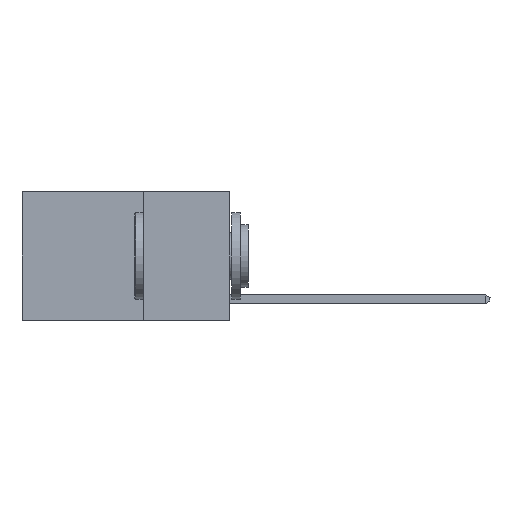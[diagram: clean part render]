
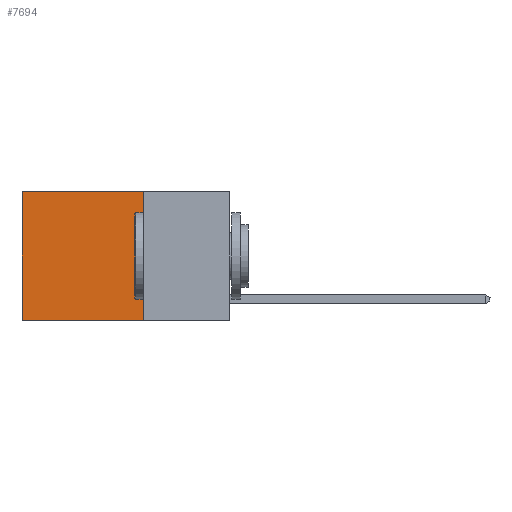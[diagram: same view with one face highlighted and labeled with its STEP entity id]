
A CAD part, left-side view. The second image highlights one B-rep face of the part: STEP entity #7694.
In plain terms, the highlighted planar face has unit normal (-1, 0, 0).
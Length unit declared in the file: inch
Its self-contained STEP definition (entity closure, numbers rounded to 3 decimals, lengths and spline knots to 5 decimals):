
#571 = LINE ( 'NONE', #7972, #22147 ) ;
#932 = VERTEX_POINT ( 'NONE', #2589 ) ;
#956 = VECTOR ( 'NONE', #20523, 39.37008 ) ;
#1619 = VECTOR ( 'NONE', #19869, 39.37008 ) ;
#2589 = CARTESIAN_POINT ( 'NONE',  ( 0.2625, 0.6, 0. ) ) ;
#3632 = LINE ( 'NONE', #12809, #1619 ) ;
#5865 = CARTESIAN_POINT ( 'NONE',  ( 0.2625, 0.25, 0. ) ) ;
#7694 = ADVANCED_FACE ( 'NONE', ( #24742 ), #29763, .F. ) ;
#7972 = CARTESIAN_POINT ( 'NONE',  ( 0.2625, 0.25, 0. ) ) ;
#8488 = AXIS2_PLACEMENT_3D ( 'NONE', #5865, #10466, #18002 ) ;
#9454 = CARTESIAN_POINT ( 'NONE',  ( 0.2625, 0.6, -0.37 ) ) ;
#10184 = DIRECTION ( 'NONE',  ( 0., 1., 0. ) ) ;
#10466 = DIRECTION ( 'NONE',  ( 1., 0., 0. ) ) ;
#11844 = VERTEX_POINT ( 'NONE', #23750 ) ;
#12058 = CARTESIAN_POINT ( 'NONE',  ( 0.2625, 0.25, 0. ) ) ;
#12809 = CARTESIAN_POINT ( 'NONE',  ( 0.2625, 0.25, -0.37 ) ) ;
#12831 = ORIENTED_EDGE ( 'NONE', *, *, #30391, .F. ) ;
#12947 = ORIENTED_EDGE ( 'NONE', *, *, #28477, .F. ) ;
#13756 = ORIENTED_EDGE ( 'NONE', *, *, #22983, .T. ) ;
#13769 = LINE ( 'NONE', #22868, #956 ) ;
#16030 = VERTEX_POINT ( 'NONE', #23134 ) ;
#16186 = VERTEX_POINT ( 'NONE', #9454 ) ;
#17067 = LINE ( 'NONE', #12058, #21218 ) ;
#18002 = DIRECTION ( 'NONE',  ( 0., 0., -1. ) ) ;
#19869 = DIRECTION ( 'NONE',  ( 0., 1., 0. ) ) ;
#20523 = DIRECTION ( 'NONE',  ( 0., 0., -1. ) ) ;
#21218 = VECTOR ( 'NONE', #26631, 39.37008 ) ;
#22147 = VECTOR ( 'NONE', #10184, 39.37008 ) ;
#22868 = CARTESIAN_POINT ( 'NONE',  ( 0.2625, 0.6, 0. ) ) ;
#22983 = EDGE_CURVE ( 'NONE', #932, #16186, #13769, .T. ) ;
#23134 = CARTESIAN_POINT ( 'NONE',  ( 0.2625, 0.25, 0. ) ) ;
#23750 = CARTESIAN_POINT ( 'NONE',  ( 0.2625, 0.25, -0.37 ) ) ;
#24742 = FACE_OUTER_BOUND ( 'NONE', #27630, .T. ) ;
#26467 = EDGE_CURVE ( 'NONE', #16030, #932, #571, .T. ) ;
#26631 = DIRECTION ( 'NONE',  ( 0., 0., -1. ) ) ;
#27630 = EDGE_LOOP ( 'NONE', ( #13756, #12831, #12947, #28422 ) ) ;
#28422 = ORIENTED_EDGE ( 'NONE', *, *, #26467, .T. ) ;
#28477 = EDGE_CURVE ( 'NONE', #16030, #11844, #17067, .T. ) ;
#29763 = PLANE ( 'NONE',  #8488 ) ;
#30391 = EDGE_CURVE ( 'NONE', #11844, #16186, #3632, .T. ) ;
